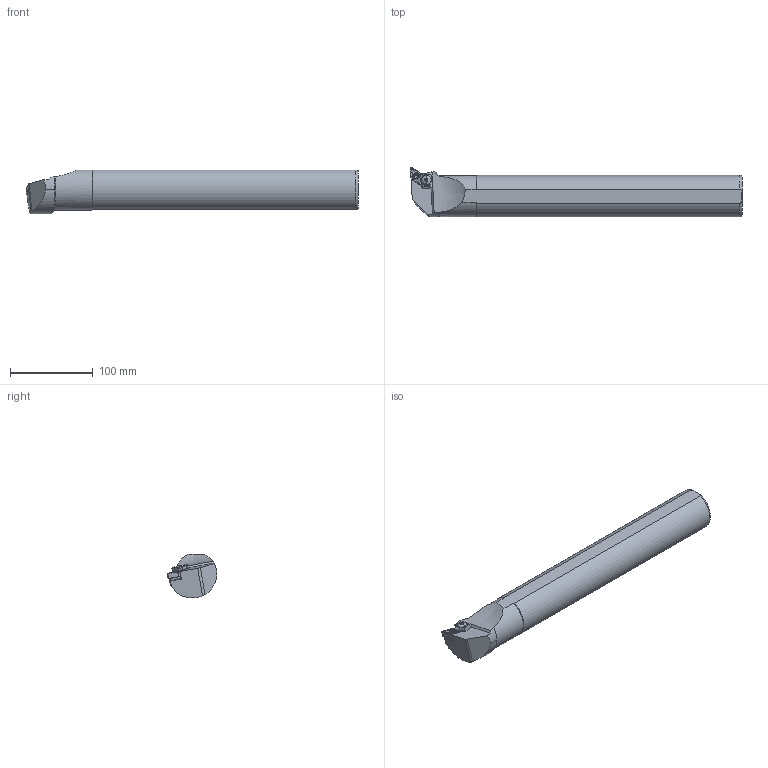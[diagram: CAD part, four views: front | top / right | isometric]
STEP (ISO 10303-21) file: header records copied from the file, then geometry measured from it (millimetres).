
FILE_DESCRIPTION (( 'STEP AP214' ), '1' );
FILE_NAME ('S50V-MDUNL-15-LIGHT.STP', '2023-10-18T12:53:08', ( '' ), ( '' ), 'SwSTEP 2.0', 'SolidWorks 2018', '' );
FILE_SCHEMA (( 'AUTOMOTIVE_DESIGN' ));
Length unit declared in the file: millimetre
Products named in the file (1): S50V-MDUNL-15-LIGHT
Bounding box: 400 x 60 x 52.98 mm (x, y, z)
Volume: 743538.5 mm3; surface area: 67400.7 mm2
Topology: 2 solids, 2 shells, 289 faces, 766 edges, 479 vertices
Faces by surface type: plane 126, cylinder 67, cone 64, torus 20, bspline 10, sphere 2
Entity records: 11717 total; most frequent: CARTESIAN_POINT 3393, ORIENTED_EDGE 1516, DIRECTION 1443, EDGE_CURVE 758, AXIS2_PLACEMENT_3D 524, VERTEX_POINT 479, LINE 395, VECTOR 395
